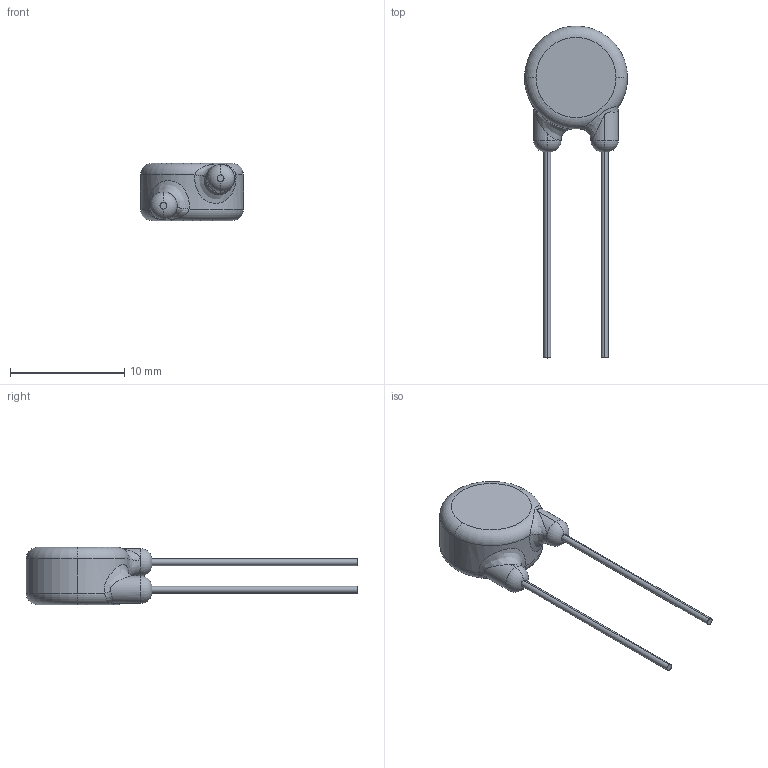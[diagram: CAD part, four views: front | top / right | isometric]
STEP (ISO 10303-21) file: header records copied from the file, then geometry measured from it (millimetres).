
FILE_DESCRIPTION (( 'STEP AP214' ), '1' );
FILE_NAME ('MOV-07D471K.STEP', '2019-01-22T09:29:15', ( '' ), ( '' ), 'SwSTEP 2.0', 'SolidWorks 2017', '' );
FILE_SCHEMA (( 'AUTOMOTIVE_DESIGN' ));
Length unit declared in the file: millimetre
Products named in the file (1): MOV-07D471K
Bounding box: 9 x 29 x 5 mm (x, y, z)
Volume: 342.4 mm3; surface area: 345 mm2
Topology: 3 solids, 3 shells, 30 faces, 60 edges, 36 vertices
Faces by surface type: cylinder 10, torus 8, plane 8, bspline 4
Entity records: 1390 total; most frequent: CARTESIAN_POINT 719, DIRECTION 140, ORIENTED_EDGE 120, AXIS2_PLACEMENT_3D 65, EDGE_CURVE 60, CIRCLE 38, VERTEX_POINT 36, EDGE_LOOP 30
